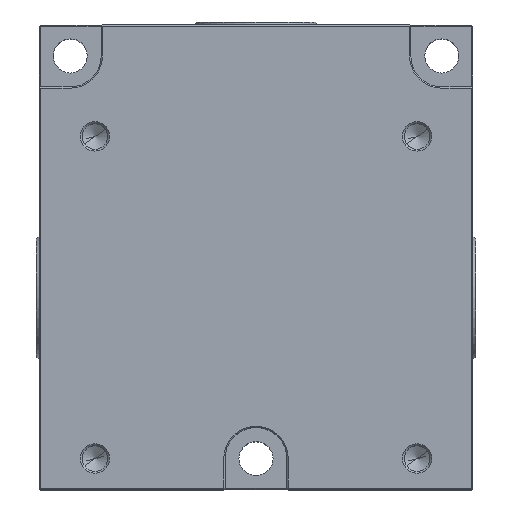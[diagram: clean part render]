
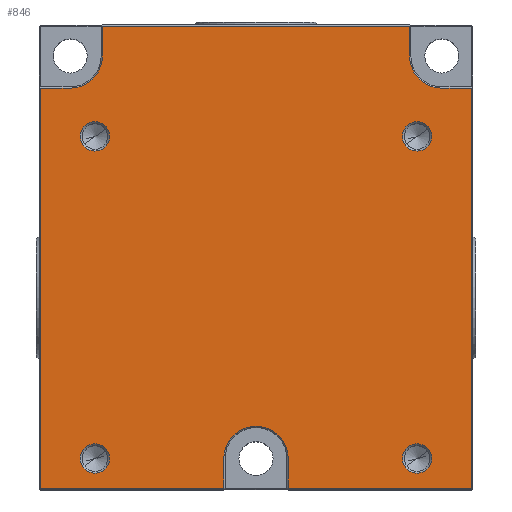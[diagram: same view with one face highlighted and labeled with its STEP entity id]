
A CAD part, top view. The second image highlights one B-rep face of the part: STEP entity #846.
In plain terms, the highlighted planar face has unit normal (0, 0, 1).
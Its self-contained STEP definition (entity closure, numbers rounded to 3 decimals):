
#846=ADVANCED_FACE('NONE',(#1822,#1823,#1824,#1825,#1826),#1827,.T.);
#1822=FACE_OUTER_BOUND('',#2944,.T.);
#1823=FACE_BOUND('',#2945,.T.);
#1824=FACE_BOUND('',#2946,.T.);
#1825=FACE_BOUND('',#2947,.T.);
#1826=FACE_BOUND('',#2948,.T.);
#1827=PLANE('',#2949);
#2944=EDGE_LOOP('',(#5272,#5273,#5274,#5275,#5276,#5277,#5278,#5279,#5280,#5281,#5282,#5283,#5284,#5285));
#2945=EDGE_LOOP('',(#5286,#5287));
#2946=EDGE_LOOP('',(#5288,#5289));
#2947=EDGE_LOOP('',(#5290,#5291));
#2948=EDGE_LOOP('',(#5292,#5293));
#2949=AXIS2_PLACEMENT_3D('',#5294,#5295,#5296);
#5272=ORIENTED_EDGE('',*,*,#7224,.F.);
#5273=ORIENTED_EDGE('',*,*,#7215,.F.);
#5274=ORIENTED_EDGE('',*,*,#7202,.F.);
#5275=ORIENTED_EDGE('',*,*,#7184,.F.);
#5276=ORIENTED_EDGE('',*,*,#7157,.F.);
#5277=ORIENTED_EDGE('',*,*,#7135,.F.);
#5278=ORIENTED_EDGE('',*,*,#7100,.F.);
#5279=ORIENTED_EDGE('',*,*,#7061,.F.);
#5280=ORIENTED_EDGE('',*,*,#7079,.F.);
#5281=ORIENTED_EDGE('',*,*,#7130,.F.);
#5282=ORIENTED_EDGE('',*,*,#7140,.F.);
#5283=ORIENTED_EDGE('',*,*,#7172,.F.);
#5284=ORIENTED_EDGE('',*,*,#7196,.F.);
#5285=ORIENTED_EDGE('',*,*,#7210,.F.);
#5286=ORIENTED_EDGE('',*,*,#7385,.F.);
#5287=ORIENTED_EDGE('',*,*,#6826,.F.);
#5288=ORIENTED_EDGE('',*,*,#7379,.F.);
#5289=ORIENTED_EDGE('',*,*,#6848,.F.);
#5290=ORIENTED_EDGE('',*,*,#7376,.F.);
#5291=ORIENTED_EDGE('',*,*,#6859,.F.);
#5292=ORIENTED_EDGE('',*,*,#7382,.F.);
#5293=ORIENTED_EDGE('',*,*,#6837,.F.);
#5294=CARTESIAN_POINT('',(0.,6.5,25.0));
#5295=DIRECTION('',(0.0,0.0,1.0));
#5296=DIRECTION('',(1.0,-0.0,0.0));
#6826=EDGE_CURVE('NONE',#8255,#8257,#8258,.T.);
#6837=EDGE_CURVE('NONE',#8273,#8275,#8276,.T.);
#6848=EDGE_CURVE('NONE',#8291,#8293,#8294,.T.);
#6859=EDGE_CURVE('NONE',#8309,#8311,#8312,.T.);
#7061=EDGE_CURVE('NONE',#8616,#8618,#8619,.T.);
#7079=EDGE_CURVE('NONE',#8642,#8616,#8644,.T.);
#7100=EDGE_CURVE('NONE',#8618,#8672,#8673,.T.);
#7130=EDGE_CURVE('NONE',#8712,#8642,#8714,.T.);
#7135=EDGE_CURVE('NONE',#8672,#8717,#8721,.T.);
#7140=EDGE_CURVE('NONE',#8727,#8712,#8729,.T.);
#7157=EDGE_CURVE('NONE',#8717,#8749,#8754,.T.);
#7172=EDGE_CURVE('NONE',#8773,#8727,#8775,.T.);
#7184=EDGE_CURVE('NONE',#8749,#8789,#8790,.T.);
#7196=EDGE_CURVE('NONE',#8803,#8773,#8805,.T.);
#7202=EDGE_CURVE('NONE',#8789,#8812,#8813,.T.);
#7210=EDGE_CURVE('NONE',#8821,#8803,#8823,.T.);
#7215=EDGE_CURVE('NONE',#8812,#8829,#8830,.T.);
#7224=EDGE_CURVE('NONE',#8829,#8821,#8840,.T.);
#7376=EDGE_CURVE('NONE',#8311,#8309,#9028,.T.);
#7379=EDGE_CURVE('NONE',#8293,#8291,#9031,.T.);
#7382=EDGE_CURVE('NONE',#8275,#8273,#9034,.T.);
#7385=EDGE_CURVE('NONE',#8257,#8255,#9037,.T.);
#8255=VERTEX_POINT('NONE',#10068);
#8257=VERTEX_POINT('NONE',#10071);
#8258=CIRCLE('',#10072,2.367);
#8273=VERTEX_POINT('NONE',#10090);
#8275=VERTEX_POINT('NONE',#10093);
#8276=CIRCLE('',#10094,2.367);
#8291=VERTEX_POINT('NONE',#10112);
#8293=VERTEX_POINT('NONE',#10115);
#8294=CIRCLE('',#10116,2.367);
#8309=VERTEX_POINT('NONE',#10134);
#8311=VERTEX_POINT('NONE',#10137);
#8312=CIRCLE('',#10138,2.367);
#8616=VERTEX_POINT('NONE',#10548);
#8618=VERTEX_POINT('NONE',#10551);
#8619=CIRCLE('',#10552,5.2);
#8642=VERTEX_POINT('NONE',#10585);
#8644=LINE('',#10588,#10589);
#8672=VERTEX_POINT('NONE',#10631);
#8673=LINE('',#10632,#10633);
#8712=VERTEX_POINT('NONE',#10693);
#8714=LINE('',#10696,#10697);
#8717=VERTEX_POINT('NONE',#10700);
#8721=LINE('',#10707,#10708);
#8727=VERTEX_POINT('NONE',#10716);
#8729=LINE('',#10719,#10720);
#8749=VERTEX_POINT('NONE',#10749);
#8754=LINE('',#10757,#10758);
#8773=VERTEX_POINT('NONE',#10786);
#8775=LINE('',#10789,#10790);
#8789=VERTEX_POINT('NONE',#10812);
#8790=LINE('',#10813,#10814);
#8803=VERTEX_POINT('NONE',#10834);
#8805=CIRCLE('',#10837,5.2);
#8812=VERTEX_POINT('NONE',#10847);
#8813=CIRCLE('',#10848,5.2);
#8821=VERTEX_POINT('NONE',#10860);
#8823=LINE('',#10863,#10864);
#8829=VERTEX_POINT('NONE',#10872);
#8830=LINE('',#10873,#10874);
#8840=LINE('',#10890,#10891);
#9028=CIRCLE('',#11147,2.367);
#9031=CIRCLE('',#11150,2.367);
#9034=CIRCLE('',#11153,2.367);
#9037=CIRCLE('',#11156,2.367);
#10068=CARTESIAN_POINT('',(-23.633,-26.0,25.0));
#10071=CARTESIAN_POINT('',(-28.367,-26.0,25.0));
#10072=AXIS2_PLACEMENT_3D('',#12214,#12215,#12216);
#10090=CARTESIAN_POINT('',(28.367,26.0,25.0));
#10093=CARTESIAN_POINT('',(23.633,26.0,25.0));
#10094=AXIS2_PLACEMENT_3D('',#12233,#12234,#12235);
#10112=CARTESIAN_POINT('',(28.367,-26.0,25.0));
#10115=CARTESIAN_POINT('',(23.633,-26.0,25.0));
#10116=AXIS2_PLACEMENT_3D('',#12252,#12253,#12254);
#10134=CARTESIAN_POINT('',(-23.633,26.0,25.0));
#10137=CARTESIAN_POINT('',(-28.367,26.0,25.0));
#10138=AXIS2_PLACEMENT_3D('',#12271,#12272,#12273);
#10548=CARTESIAN_POINT('',(5.2,-26.0,25.0));
#10551=CARTESIAN_POINT('',(-5.2,-26.0,25.0));
#10552=AXIS2_PLACEMENT_3D('',#12510,#12511,#12512);
#10585=CARTESIAN_POINT('',(5.2,-30.8,25.0));
#10588=CARTESIAN_POINT('',(5.2,-30.8,25.0));
#10589=VECTOR('',#12527,1000.0);
#10631=CARTESIAN_POINT('',(-5.2,-30.8,25.0));
#10632=CARTESIAN_POINT('',(-5.2,-26.0,25.0));
#10633=VECTOR('',#12542,1000.0);
#10693=CARTESIAN_POINT('',(34.8,-30.8,25.0));
#10696=CARTESIAN_POINT('',(34.8,-30.8,25.0));
#10697=VECTOR('',#12565,1000.0);
#10700=CARTESIAN_POINT('',(-34.8,-30.8,25.0));
#10707=CARTESIAN_POINT('',(-5.2,-30.8,25.0));
#10708=VECTOR('',#12569,1000.0);
#10716=CARTESIAN_POINT('',(34.8,33.8,25.0));
#10719=CARTESIAN_POINT('',(34.8,33.8,25.0));
#10720=VECTOR('',#12573,1000.0);
#10749=CARTESIAN_POINT('',(-34.8,33.8,25.0));
#10757=CARTESIAN_POINT('',(-34.8,-30.8,25.0));
#10758=VECTOR('',#12586,1000.0);
#10786=CARTESIAN_POINT('',(30.0,33.8,25.0));
#10789=CARTESIAN_POINT('',(30.0,33.8,25.0));
#10790=VECTOR('',#12597,1000.0);
#10812=CARTESIAN_POINT('',(-30.0,33.8,25.0));
#10813=CARTESIAN_POINT('',(-34.8,33.8,25.0));
#10814=VECTOR('',#12606,1000.0);
#10834=CARTESIAN_POINT('',(24.8,39.0,25.0));
#10837=AXIS2_PLACEMENT_3D('',#12615,#12616,#12617);
#10847=CARTESIAN_POINT('',(-24.8,39.0,25.0));
#10848=AXIS2_PLACEMENT_3D('',#12621,#12622,#12623);
#10860=CARTESIAN_POINT('',(24.8,43.8,25.0));
#10863=CARTESIAN_POINT('',(24.8,43.8,25.0));
#10864=VECTOR('',#12629,1000.0);
#10872=CARTESIAN_POINT('',(-24.8,43.8,25.0));
#10873=CARTESIAN_POINT('',(-24.8,39.0,25.0));
#10874=VECTOR('',#12632,1000.0);
#10890=CARTESIAN_POINT('',(-24.8,43.8,25.0));
#10891=VECTOR('',#12639,1000.0);
#11147=AXIS2_PLACEMENT_3D('',#12762,#12763,#12764);
#11150=AXIS2_PLACEMENT_3D('',#12765,#12766,#12767);
#11153=AXIS2_PLACEMENT_3D('',#12768,#12769,#12770);
#11156=AXIS2_PLACEMENT_3D('',#12771,#12772,#12773);
#12214=CARTESIAN_POINT('',(-26.0,-26.0,25.0));
#12215=DIRECTION('',(0.0,0.0,1.0));
#12216=DIRECTION('',(-1.0,0.0,0.0));
#12233=CARTESIAN_POINT('',(26.0,26.0,25.0));
#12234=DIRECTION('',(0.0,0.0,1.0));
#12235=DIRECTION('',(-1.0,0.0,0.0));
#12252=CARTESIAN_POINT('',(26.0,-26.0,25.0));
#12253=DIRECTION('',(0.0,0.0,1.0));
#12254=DIRECTION('',(-1.0,0.0,0.0));
#12271=CARTESIAN_POINT('',(-26.0,26.0,25.0));
#12272=DIRECTION('',(0.0,0.0,1.0));
#12273=DIRECTION('',(-1.0,0.0,0.0));
#12510=CARTESIAN_POINT('',(0.0,-26.0,25.0));
#12511=DIRECTION('',(0.0,0.0,1.0));
#12512=DIRECTION('',(1.0,0.0,0.0));
#12527=DIRECTION('',(0.0,1.0,0.0));
#12542=DIRECTION('',(0.0,-1.0,0.0));
#12565=DIRECTION('',(-1.0,0.0,0.0));
#12569=DIRECTION('',(-1.0,0.0,0.0));
#12573=DIRECTION('',(0.0,-1.0,0.0));
#12586=DIRECTION('',(0.0,1.0,0.0));
#12597=DIRECTION('',(1.0,0.0,0.0));
#12606=DIRECTION('',(1.0,0.0,0.0));
#12615=CARTESIAN_POINT('',(30.0,39.0,25.0));
#12616=DIRECTION('',(0.0,0.0,1.0));
#12617=DIRECTION('',(-1.0,0.0,0.0));
#12621=CARTESIAN_POINT('',(-30.0,39.0,25.0));
#12622=DIRECTION('',(0.0,0.0,1.0));
#12623=DIRECTION('',(0.0,-1.0,0.0));
#12629=DIRECTION('',(0.0,-1.0,0.0));
#12632=DIRECTION('',(0.0,1.0,0.0));
#12639=DIRECTION('',(1.0,0.0,0.0));
#12762=CARTESIAN_POINT('',(-26.0,26.0,25.0));
#12763=DIRECTION('',(0.0,0.0,1.0));
#12764=DIRECTION('',(-1.0,0.0,0.0));
#12765=CARTESIAN_POINT('',(26.0,-26.0,25.0));
#12766=DIRECTION('',(0.0,0.0,1.0));
#12767=DIRECTION('',(-1.0,0.0,0.0));
#12768=CARTESIAN_POINT('',(26.0,26.0,25.0));
#12769=DIRECTION('',(0.0,0.0,1.0));
#12770=DIRECTION('',(-1.0,0.0,0.0));
#12771=CARTESIAN_POINT('',(-26.0,-26.0,25.0));
#12772=DIRECTION('',(0.0,0.0,1.0));
#12773=DIRECTION('',(-1.0,0.0,0.0));
